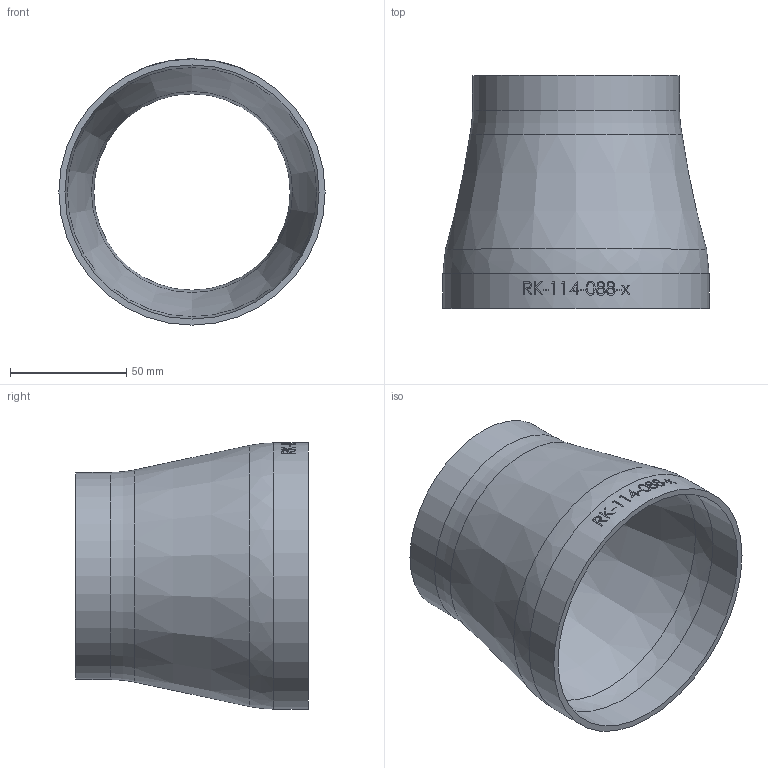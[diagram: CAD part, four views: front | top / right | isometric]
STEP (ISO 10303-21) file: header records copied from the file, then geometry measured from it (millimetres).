
FILE_DESCRIPTION (( 'STEP AP214' ), '1' );
FILE_NAME ('RK-114-088-x Reduzierung 114,3x88,9x2,6x2,3 BL100 1909.STEP', '2019-09-10T12:02:01', ( '' ), ( '' ), 'SwSTEP 2.0', 'SolidWorks 2016', '' );
FILE_SCHEMA (( 'AUTOMOTIVE_DESIGN' ));
Length unit declared in the file: millimetre
Products named in the file (1): RK-114-088-x Reduzierung 114,3x88,9x2,6x2,3 BL100 1909
Bounding box: 114.3 x 100 x 114.3 mm (x, y, z)
Volume: 77538.3 mm3; surface area: 64592.3 mm2
Topology: 1 solids, 1 shells, 150 faces, 379 edges, 250 vertices
Faces by surface type: bspline 67, plane 54, cylinder 23, torus 4, cone 2
Full cylindrical faces by diameter (mm): 84.3 x1, 88.9 x1, 109.1 x1, 114.3 x1
Entity records: 16165 total; most frequent: CARTESIAN_POINT 11664, ORIENTED_EDGE 738, DIRECTION 396, EDGE_CURVE 369, VERTEX_POINT 250, B_SPLINE_CURVE_WITH_KNOTS 215, EDGE_LOOP 181, AXIS2_PLACEMENT_3D 158
